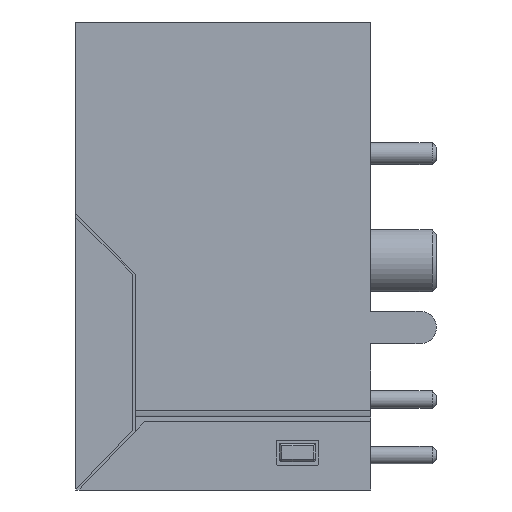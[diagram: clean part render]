
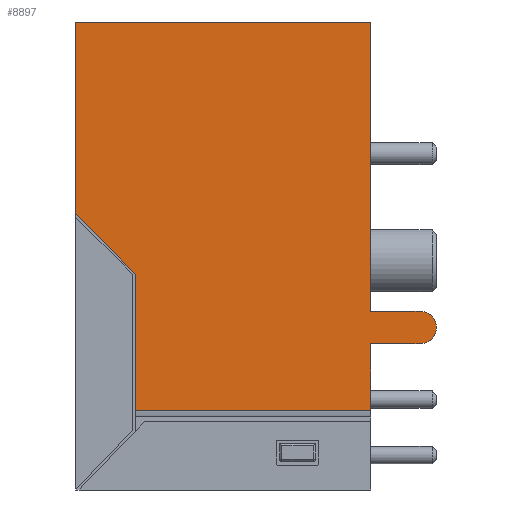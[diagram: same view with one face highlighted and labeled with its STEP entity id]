
A CAD part, left-side view. The second image highlights one B-rep face of the part: STEP entity #8897.
In plain terms, the highlighted planar face has unit normal (-1, 0, 0).
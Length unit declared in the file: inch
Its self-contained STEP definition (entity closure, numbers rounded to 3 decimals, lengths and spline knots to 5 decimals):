
#24 = DIRECTION ( 'NONE',  ( -1., 0., 0. ) ) ;
#74 = CARTESIAN_POINT ( 'NONE',  ( 0., -0.5315, -0.69873 ) ) ;
#557 = DIRECTION ( 'NONE',  ( 0., 0., 1. ) ) ;
#794 = DIRECTION ( 'NONE',  ( 0., 0., -1. ) ) ;
#831 = VERTEX_POINT ( 'NONE', #3333 ) ;
#908 = VECTOR ( 'NONE', #7606, 39.37008 ) ;
#913 = CARTESIAN_POINT ( 'NONE',  ( 0., 0., -0.84252 ) ) ;
#1054 = CARTESIAN_POINT ( 'NONE',  ( 0., -0.5315, 0. ) ) ;
#1225 = EDGE_CURVE ( 'NONE', #831, #13933, #27935, .T. ) ;
#2664 = CARTESIAN_POINT ( 'NONE',  ( 0., -0.5315, -0.84252 ) ) ;
#2809 = CARTESIAN_POINT ( 'NONE',  ( 0., -0.5315, -0.52047 ) ) ;
#3333 = CARTESIAN_POINT ( 'NONE',  ( 0., -0.5315, 0. ) ) ;
#3480 = AXIS2_PLACEMENT_3D ( 'NONE', #19564, #21843, #26320 ) ;
#4035 = ORIENTED_EDGE ( 'NONE', *, *, #8540, .F. ) ;
#4196 = CARTESIAN_POINT ( 'NONE',  ( 0., -0.10709, -0.69873 ) ) ;
#4363 = DIRECTION ( 'NONE',  ( 0., 1., 0. ) ) ;
#4573 = CARTESIAN_POINT ( 'NONE',  ( 0., -0.5315, -0.69873 ) ) ;
#4599 = LINE ( 'NONE', #25508, #9430 ) ;
#5201 = CARTESIAN_POINT ( 'NONE',  ( 0., -0.5315, -0.57953 ) ) ;
#5438 = VERTEX_POINT ( 'NONE', #12440 ) ;
#5594 = VECTOR ( 'NONE', #794, 39.37008 ) ;
#6624 = FACE_OUTER_BOUND ( 'NONE', #27720, .T. ) ;
#7346 = LINE ( 'NONE', #74, #14673 ) ;
#7413 = CARTESIAN_POINT ( 'NONE',  ( 0., -0.62008, -0.52047 ) ) ;
#7606 = DIRECTION ( 'NONE',  ( 0., 0., 1. ) ) ;
#7661 = LINE ( 'NONE', #14217, #5594 ) ;
#8031 = ORIENTED_EDGE ( 'NONE', *, *, #8623, .T. ) ;
#8418 = EDGE_CURVE ( 'NONE', #13536, #11234, #28649, .T. ) ;
#8464 = EDGE_CURVE ( 'NONE', #9527, #5438, #10136, .T. ) ;
#8540 = EDGE_CURVE ( 'NONE', #19014, #13933, #24660, .T. ) ;
#8623 = EDGE_CURVE ( 'NONE', #19014, #19208, #4599, .T. ) ;
#8897 = ADVANCED_FACE ( 'NONE', ( #6624 ), #15395, .T. ) ;
#9430 = VECTOR ( 'NONE', #14430, 39.37008 ) ;
#9527 = VERTEX_POINT ( 'NONE', #4573 ) ;
#10136 = LINE ( 'NONE', #2664, #22744 ) ;
#10174 = ORIENTED_EDGE ( 'NONE', *, *, #8464, .T. ) ;
#10800 = CIRCLE ( 'NONE', #3480, 0.02953 ) ;
#11179 = CARTESIAN_POINT ( 'NONE',  ( 0., -0.5315, -0.84252 ) ) ;
#11187 = VECTOR ( 'NONE', #557, 39.37008 ) ;
#11234 = VERTEX_POINT ( 'NONE', #2809 ) ;
#11410 = DIRECTION ( 'NONE',  ( 0., 0., 1. ) ) ;
#12440 = CARTESIAN_POINT ( 'NONE',  ( 0., -0.5315, -0.57953 ) ) ;
#13291 = VECTOR ( 'NONE', #4363, 39.37008 ) ;
#13462 = VECTOR ( 'NONE', #16383, 39.37008 ) ;
#13536 = VERTEX_POINT ( 'NONE', #7413 ) ;
#13787 = CARTESIAN_POINT ( 'NONE',  ( 0., -0.10709, -0.45388 ) ) ;
#13933 = VERTEX_POINT ( 'NONE', #22160 ) ;
#14217 = CARTESIAN_POINT ( 'NONE',  ( 0., -0.10709, -0.84252 ) ) ;
#14377 = VERTEX_POINT ( 'NONE', #28331 ) ;
#14430 = DIRECTION ( 'NONE',  ( 0., -0.701, -0.713 ) ) ;
#14673 = VECTOR ( 'NONE', #20123, 39.37008 ) ;
#15002 = ORIENTED_EDGE ( 'NONE', *, *, #15848, .T. ) ;
#15395 = PLANE ( 'NONE',  #25153 ) ;
#15681 = DIRECTION ( 'NONE',  ( 0., 0., 1. ) ) ;
#15821 = ORIENTED_EDGE ( 'NONE', *, *, #19239, .T. ) ;
#15848 = EDGE_CURVE ( 'NONE', #14377, #13536, #10800, .T. ) ;
#16126 = CARTESIAN_POINT ( 'NONE',  ( 0., -0.5315, -0.84252 ) ) ;
#16383 = DIRECTION ( 'NONE',  ( 0., -1., 0. ) ) ;
#16458 = ORIENTED_EDGE ( 'NONE', *, *, #28241, .T. ) ;
#17401 = CARTESIAN_POINT ( 'NONE',  ( 0., -0.62008, -0.52047 ) ) ;
#17572 = ORIENTED_EDGE ( 'NONE', *, *, #8418, .T. ) ;
#18532 = LINE ( 'NONE', #16126, #11187 ) ;
#19014 = VERTEX_POINT ( 'NONE', #28246 ) ;
#19095 = VERTEX_POINT ( 'NONE', #4196 ) ;
#19208 = VERTEX_POINT ( 'NONE', #13787 ) ;
#19239 = EDGE_CURVE ( 'NONE', #11234, #831, #18532, .T. ) ;
#19564 = CARTESIAN_POINT ( 'NONE',  ( 0., -0.62008, -0.55 ) ) ;
#20123 = DIRECTION ( 'NONE',  ( 0., -1., 0. ) ) ;
#20401 = ORIENTED_EDGE ( 'NONE', *, *, #1225, .T. ) ;
#21843 = DIRECTION ( 'NONE',  ( -1., 0., 0. ) ) ;
#22160 = CARTESIAN_POINT ( 'NONE',  ( 0., 0., 0. ) ) ;
#22744 = VECTOR ( 'NONE', #11410, 39.37008 ) ;
#23431 = VECTOR ( 'NONE', #25848, 39.37008 ) ;
#23858 = EDGE_CURVE ( 'NONE', #19095, #9527, #7346, .T. ) ;
#24660 = LINE ( 'NONE', #913, #908 ) ;
#24929 = ORIENTED_EDGE ( 'NONE', *, *, #23858, .T. ) ;
#25153 = AXIS2_PLACEMENT_3D ( 'NONE', #11179, #24, #15681 ) ;
#25508 = CARTESIAN_POINT ( 'NONE',  ( 0., -0.51006, -0.8636 ) ) ;
#25589 = EDGE_CURVE ( 'NONE', #5438, #14377, #27762, .T. ) ;
#25848 = DIRECTION ( 'NONE',  ( 0., 1., 0. ) ) ;
#26320 = DIRECTION ( 'NONE',  ( 0., 0., 1. ) ) ;
#27282 = ORIENTED_EDGE ( 'NONE', *, *, #25589, .T. ) ;
#27720 = EDGE_LOOP ( 'NONE', ( #16458, #24929, #10174, #27282, #15002, #17572, #15821, #20401, #4035, #8031 ) ) ;
#27762 = LINE ( 'NONE', #5201, #13462 ) ;
#27935 = LINE ( 'NONE', #1054, #23431 ) ;
#28241 = EDGE_CURVE ( 'NONE', #19208, #19095, #7661, .T. ) ;
#28246 = CARTESIAN_POINT ( 'NONE',  ( 0., 0., -0.345 ) ) ;
#28331 = CARTESIAN_POINT ( 'NONE',  ( 0., -0.62008, -0.57953 ) ) ;
#28649 = LINE ( 'NONE', #17401, #13291 ) ;
